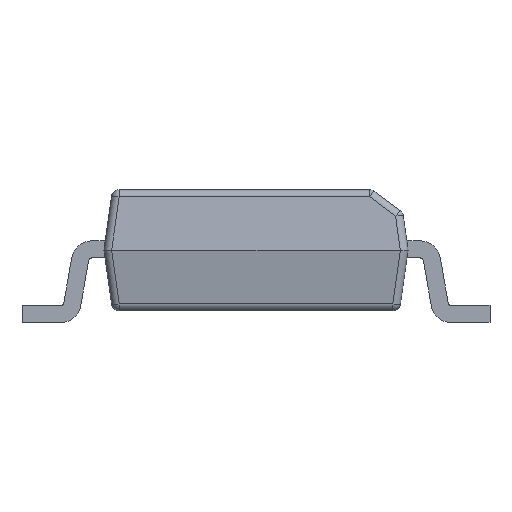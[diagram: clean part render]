
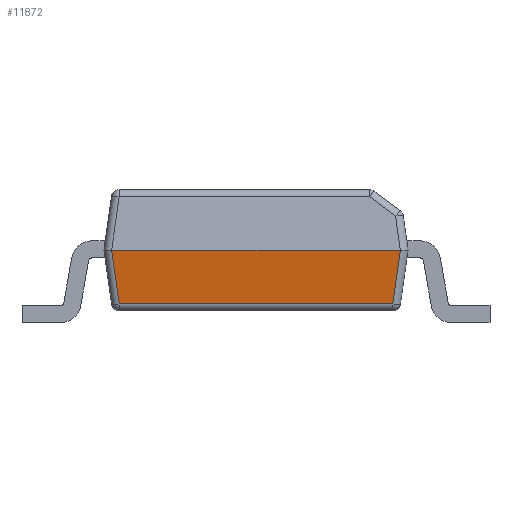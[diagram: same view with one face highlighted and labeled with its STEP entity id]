
A CAD part, left-side view. The second image highlights one B-rep face of the part: STEP entity #11872.
In plain terms, the highlighted planar face has unit normal (-0.99, 0, -0.139).
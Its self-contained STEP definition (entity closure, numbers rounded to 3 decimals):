
#1160 = CARTESIAN_POINT ( 'NONE',  ( -2.45, 1.95, 0. ) ) ;
#1245 = EDGE_CURVE ( 'NONE', #4472, #5678, #13862, .T. ) ;
#1337 = DIRECTION ( 'NONE',  ( 0., -1., 0. ) ) ;
#1391 = VECTOR ( 'NONE', #15863, 1000. ) ;
#1473 = ORIENTED_EDGE ( 'NONE', *, *, #6951, .T. ) ;
#1660 = CARTESIAN_POINT ( 'NONE',  ( -2.452, 1.853, 0.013 ) ) ;
#1707 = ORIENTED_EDGE ( 'NONE', *, *, #15983, .F. ) ;
#2526 = PLANE ( 'NONE',  #8158 ) ;
#3175 = ORIENTED_EDGE ( 'NONE', *, *, #5059, .T. ) ;
#3549 = VERTEX_POINT ( 'NONE', #7437 ) ;
#4472 = VERTEX_POINT ( 'NONE', #7508 ) ;
#5059 = EDGE_CURVE ( 'NONE', #5678, #3549, #5984, .T. ) ;
#5660 = EDGE_LOOP ( 'NONE', ( #1707, #12575, #3175, #1473 ) ) ;
#5678 = VERTEX_POINT ( 'NONE', #13999 ) ;
#5984 = LINE ( 'NONE', #8772, #9783 ) ;
#6250 = CARTESIAN_POINT ( 'NONE',  ( -2.378, -1.779, -0.514 ) ) ;
#6951 = EDGE_CURVE ( 'NONE', #3549, #15696, #14586, .T. ) ;
#7437 = CARTESIAN_POINT ( 'NONE',  ( -2.353, -1.754, -0.689 ) ) ;
#7466 = VECTOR ( 'NONE', #16866, 1000. ) ;
#7508 = CARTESIAN_POINT ( 'NONE',  ( -2.45, 1.851, 0. ) ) ;
#7743 = CARTESIAN_POINT ( 'NONE',  ( -2.45, -1.851, 0. ) ) ;
#8158 = AXIS2_PLACEMENT_3D ( 'NONE', #17119, #13294, #10247 ) ;
#8772 = CARTESIAN_POINT ( 'NONE',  ( -2.353, -1.841, -0.689 ) ) ;
#9783 = VECTOR ( 'NONE', #11082, 1000. ) ;
#10247 = DIRECTION ( 'NONE',  ( -0.139, 0., 0.99 ) ) ;
#11082 = DIRECTION ( 'NONE',  ( 0., -1., 0. ) ) ;
#11872 = ADVANCED_FACE ( 'NONE', ( #13104 ), #2526, .T. ) ;
#12575 = ORIENTED_EDGE ( 'NONE', *, *, #1245, .T. ) ;
#13104 = FACE_OUTER_BOUND ( 'NONE', #5660, .T. ) ;
#13294 = DIRECTION ( 'NONE',  ( -0.99, 0., -0.139 ) ) ;
#13543 = LINE ( 'NONE', #1160, #14334 ) ;
#13862 = LINE ( 'NONE', #1660, #7466 ) ;
#13999 = CARTESIAN_POINT ( 'NONE',  ( -2.353, 1.754, -0.689 ) ) ;
#14334 = VECTOR ( 'NONE', #1337, 1000. ) ;
#14586 = LINE ( 'NONE', #6250, #1391 ) ;
#15696 = VERTEX_POINT ( 'NONE', #7743 ) ;
#15863 = DIRECTION ( 'NONE',  ( -0.138, -0.138, 0.981 ) ) ;
#15983 = EDGE_CURVE ( 'NONE', #4472, #15696, #13543, .T. ) ;
#16866 = DIRECTION ( 'NONE',  ( 0.138, -0.138, -0.981 ) ) ;
#17119 = CARTESIAN_POINT ( 'NONE',  ( -2.45, 1.95, 0. ) ) ;
